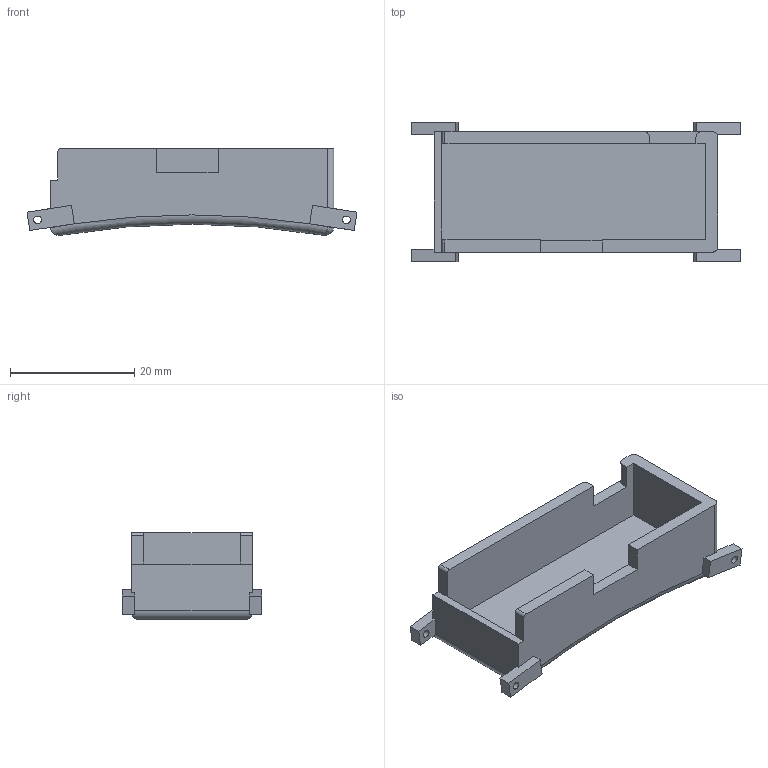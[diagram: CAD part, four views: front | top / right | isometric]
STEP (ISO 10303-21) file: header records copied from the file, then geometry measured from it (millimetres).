
FILE_DESCRIPTION(/* description */ ('STEP AP242','CAx-IF Rec.Pracs.---Representation and Presentation of Product Manufacturing Information (PMI)---4.0---2014-10-13','CAx-IF Rec.Pracs.---3D Tessellated Geometry---0.4---2014-09-14','2;1'),/* implementation_level */ '2;1');
FILE_NAME(/* name */ '68bc7d193e4bd53095728777',/* time_stamp */ '2025-09-06T18:27:37Z',/* author */ (''),/* organization */ (''),/* preprocessor_version */ 'ST-DEVELOPER v20',/* originating_system */ 'ONSHAPE BY PTC INC, 1.203',/* authorisation */ ' ');
FILE_SCHEMA (('AP242_MANAGED_MODEL_BASED_3D_ENGINEERING_MIM_LF { 1 0 10303 442 1 1 4 }'));
Length unit declared in the file: metre
Products named in the file (1): Housing bottom
Bounding box: 53.17 x 22.5 x 14.02 mm (x, y, z)
Volume: 4598.4 mm3; surface area: 4569.5 mm2
Topology: 1 solids, 1 shells, 68 faces, 188 edges, 120 vertices
Faces by surface type: plane 49, cylinder 13, torus 4, bspline 2
Full cylindrical faces by diameter (mm): 1.25 x4
Entity records: 2281 total; most frequent: CARTESIAN_POINT 441, ORIENTED_EDGE 356, DIRECTION 346, EDGE_CURVE 178, LINE 128, VECTOR 128, VERTEX_POINT 116, AXIS2_PLACEMENT_3D 109
